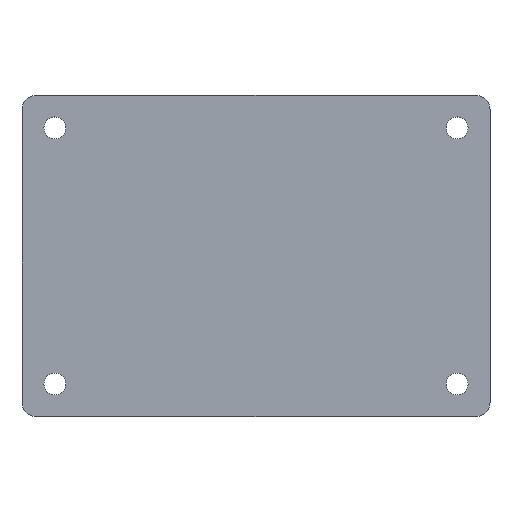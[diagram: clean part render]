
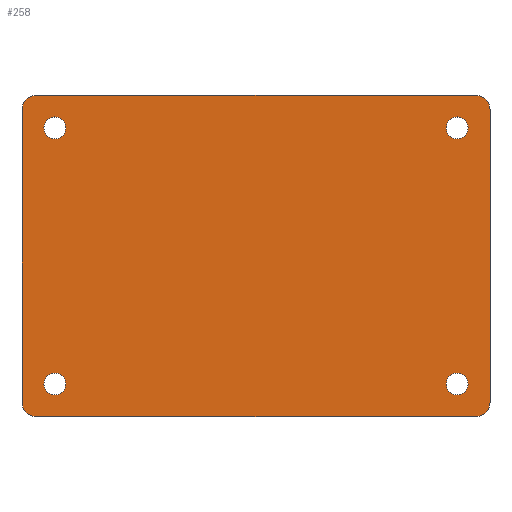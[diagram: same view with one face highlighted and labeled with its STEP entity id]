
A CAD part, top view. The second image highlights one B-rep face of the part: STEP entity #258.
In plain terms, the highlighted planar face has unit normal (0, 0, 1).
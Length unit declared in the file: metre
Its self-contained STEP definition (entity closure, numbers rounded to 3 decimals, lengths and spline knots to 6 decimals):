
#13=CIRCLE('',#276,0.002);
#15=CIRCLE('',#280,0.002);
#17=CIRCLE('',#284,0.002);
#19=CIRCLE('',#288,0.002);
#20=CIRCLE('',#290,0.0015);
#22=CIRCLE('',#293,0.0015);
#24=CIRCLE('',#296,0.0015);
#26=CIRCLE('',#299,0.0015);
#76=ORIENTED_EDGE('',*,*,#128,.F.);
#77=ORIENTED_EDGE('',*,*,#126,.F.);
#78=ORIENTED_EDGE('',*,*,#124,.F.);
#79=ORIENTED_EDGE('',*,*,#102,.F.);
#80=ORIENTED_EDGE('',*,*,#106,.T.);
#81=ORIENTED_EDGE('',*,*,#109,.T.);
#82=ORIENTED_EDGE('',*,*,#112,.T.);
#83=ORIENTED_EDGE('',*,*,#115,.T.);
#84=ORIENTED_EDGE('',*,*,#118,.T.);
#85=ORIENTED_EDGE('',*,*,#121,.F.);
#86=ORIENTED_EDGE('',*,*,#123,.T.);
#87=ORIENTED_EDGE('',*,*,#130,.T.);
#102=EDGE_CURVE('',#134,#135,#158,.T.);
#106=EDGE_CURVE('',#134,#137,#13,.T.);
#109=EDGE_CURVE('',#137,#139,#163,.T.);
#112=EDGE_CURVE('',#139,#141,#15,.T.);
#115=EDGE_CURVE('',#141,#143,#167,.T.);
#118=EDGE_CURVE('',#143,#145,#17,.T.);
#121=EDGE_CURVE('',#147,#145,#171,.T.);
#123=EDGE_CURVE('',#147,#135,#19,.T.);
#124=EDGE_CURVE('',#148,#148,#20,.T.);
#126=EDGE_CURVE('',#150,#150,#22,.T.);
#128=EDGE_CURVE('',#152,#152,#24,.T.);
#130=EDGE_CURVE('',#154,#154,#26,.T.);
#134=VERTEX_POINT('',#387);
#135=VERTEX_POINT('',#389);
#137=VERTEX_POINT('',#395);
#139=VERTEX_POINT('',#401);
#141=VERTEX_POINT('',#407);
#143=VERTEX_POINT('',#413);
#145=VERTEX_POINT('',#419);
#147=VERTEX_POINT('',#425);
#148=VERTEX_POINT('',#432);
#150=VERTEX_POINT('',#437);
#152=VERTEX_POINT('',#442);
#154=VERTEX_POINT('',#447);
#158=LINE('',#388,#174);
#163=LINE('',#402,#179);
#167=LINE('',#414,#183);
#171=LINE('',#426,#187);
#174=VECTOR('',#309,1.);
#179=VECTOR('',#322,1.);
#183=VECTOR('',#334,1.);
#187=VECTOR('',#346,1.);
#204=EDGE_LOOP('',(#76));
#205=EDGE_LOOP('',(#77));
#206=EDGE_LOOP('',(#78));
#207=EDGE_LOOP('',(#79,#80,#81,#82,#83,#84,#85,#86));
#208=EDGE_LOOP('',(#87));
#230=FACE_BOUND('',#204,.T.);
#231=FACE_BOUND('',#205,.T.);
#232=FACE_BOUND('',#206,.T.);
#233=FACE_BOUND('',#207,.T.);
#234=FACE_BOUND('',#208,.T.);
#244=PLANE('',#301);
#258=ADVANCED_FACE('',(#230,#231,#232,#233,#234),#244,.T.);
#276=AXIS2_PLACEMENT_3D('',#396,#316,#317);
#280=AXIS2_PLACEMENT_3D('',#408,#328,#329);
#284=AXIS2_PLACEMENT_3D('',#420,#340,#341);
#288=AXIS2_PLACEMENT_3D('',#429,#351,#352);
#290=AXIS2_PLACEMENT_3D('',#431,#355,#356);
#293=AXIS2_PLACEMENT_3D('',#436,#361,#362);
#296=AXIS2_PLACEMENT_3D('',#441,#367,#368);
#299=AXIS2_PLACEMENT_3D('',#446,#373,#374);
#301=AXIS2_PLACEMENT_3D('',#450,#377,#378);
#309=DIRECTION('',(0.,-1.,0.));
#316=DIRECTION('',(0.,0.,1.));
#317=DIRECTION('',(1.,0.,0.));
#322=DIRECTION('',(-1.,0.,0.));
#328=DIRECTION('',(0.,0.,1.));
#329=DIRECTION('',(1.,0.,0.));
#334=DIRECTION('',(0.,-1.,0.));
#340=DIRECTION('',(0.,0.,1.));
#341=DIRECTION('',(1.,0.,0.));
#346=DIRECTION('',(-1.,0.,0.));
#351=DIRECTION('',(0.,0.,1.));
#352=DIRECTION('',(1.,0.,0.));
#355=DIRECTION('',(0.,0.,1.));
#356=DIRECTION('',(1.,0.,0.));
#361=DIRECTION('',(0.,0.,1.));
#362=DIRECTION('',(1.,0.,0.));
#367=DIRECTION('',(0.,0.,1.));
#368=DIRECTION('',(1.,0.,0.));
#373=DIRECTION('',(0.,0.,-1.));
#374=DIRECTION('',(1.,0.,0.));
#377=DIRECTION('',(0.,0.,1.));
#378=DIRECTION('',(1.,0.,0.));
#387=CARTESIAN_POINT('',(0.031987,0.019987,0.0066));
#388=CARTESIAN_POINT('',(0.031987,0.,0.0066));
#389=CARTESIAN_POINT('',(0.031987,-0.019987,0.0066));
#395=CARTESIAN_POINT('',(0.029987,0.021987,0.0066));
#396=CARTESIAN_POINT('',(0.029987,0.019987,0.0066));
#401=CARTESIAN_POINT('',(-0.029987,0.021987,0.0066));
#402=CARTESIAN_POINT('',(0.,0.021987,0.0066));
#407=CARTESIAN_POINT('',(-0.031987,0.019987,0.0066));
#408=CARTESIAN_POINT('',(-0.029987,0.019987,0.0066));
#413=CARTESIAN_POINT('',(-0.031987,-0.019987,0.0066));
#414=CARTESIAN_POINT('',(-0.031987,0.,0.0066));
#419=CARTESIAN_POINT('',(-0.029987,-0.021987,0.0066));
#420=CARTESIAN_POINT('',(-0.029987,-0.019987,0.0066));
#425=CARTESIAN_POINT('',(0.029987,-0.021987,0.0066));
#426=CARTESIAN_POINT('',(0.,-0.021987,0.0066));
#429=CARTESIAN_POINT('',(0.029987,-0.019987,0.0066));
#431=CARTESIAN_POINT('',(-0.0275,-0.0175,0.0066));
#432=CARTESIAN_POINT('',(-0.026,-0.0175,0.0066));
#436=CARTESIAN_POINT('',(0.0275,-0.0175,0.0066));
#437=CARTESIAN_POINT('',(0.029,-0.0175,0.0066));
#441=CARTESIAN_POINT('',(0.0275,0.0175,0.0066));
#442=CARTESIAN_POINT('',(0.029,0.0175,0.0066));
#446=CARTESIAN_POINT('',(-0.0275,0.0175,0.0066));
#447=CARTESIAN_POINT('',(-0.026,0.0175,0.0066));
#450=CARTESIAN_POINT('',(0.,0.,0.0066));
